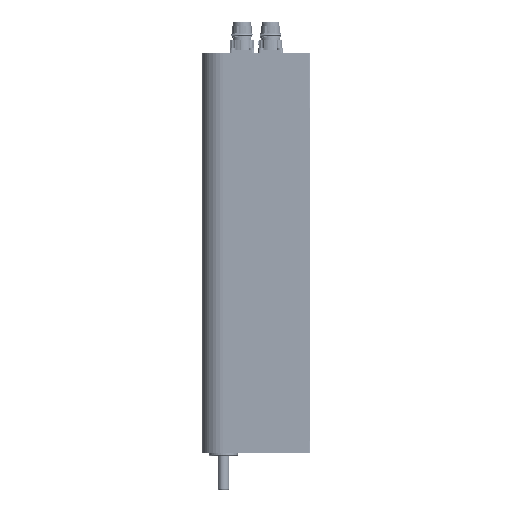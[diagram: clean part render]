
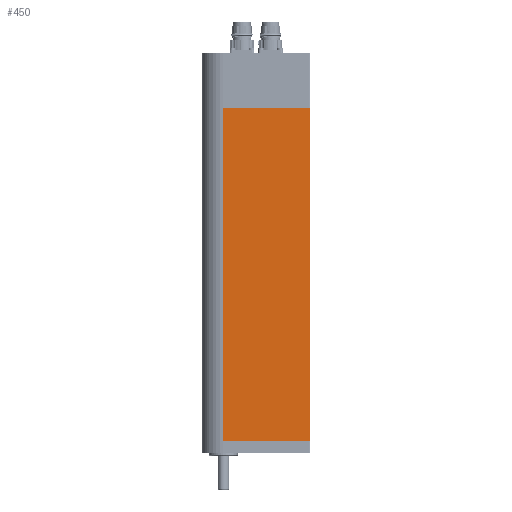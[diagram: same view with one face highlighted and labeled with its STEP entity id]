
A CAD part, left-side view. The second image highlights one B-rep face of the part: STEP entity #450.
In plain terms, the highlighted planar face has unit normal (-1, 0, 0).
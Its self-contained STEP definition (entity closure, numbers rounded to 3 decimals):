
#412 = EDGE_LOOP ( 'NONE', ( #53660, #10143, #73980, #89788 ) ) ;
#450 = ADVANCED_FACE ( 'NONE', ( #77086 ), #54770, .F. ) ;
#4299 = LINE ( 'NONE', #31239, #40197 ) ;
#10143 = ORIENTED_EDGE ( 'NONE', *, *, #61969, .T. ) ;
#10701 = EDGE_CURVE ( 'NONE', #31659, #84795, #4299, .T. ) ;
#11546 = VECTOR ( 'NONE', #54218, 1000. ) ;
#21439 = VECTOR ( 'NONE', #53929, 1000. ) ;
#25430 = LINE ( 'NONE', #38719, #11546 ) ;
#26053 = CARTESIAN_POINT ( 'NONE',  ( -19., 0., 291. ) ) ;
#26059 = CARTESIAN_POINT ( 'NONE',  ( -19., 0., 0.05 ) ) ;
#28714 = CARTESIAN_POINT ( 'NONE',  ( -19., 0., 290.95 ) ) ;
#29600 = DIRECTION ( 'NONE',  ( 0., 1., 0. ) ) ;
#30054 = DIRECTION ( 'NONE',  ( 1., 0., 0. ) ) ;
#31239 = CARTESIAN_POINT ( 'NONE',  ( -19., -75.5, 291. ) ) ;
#31280 = CARTESIAN_POINT ( 'NONE',  ( -19., -75.5, 290.95 ) ) ;
#31659 = VERTEX_POINT ( 'NONE', #41165 ) ;
#33834 = LINE ( 'NONE', #26053, #21439 ) ;
#33840 = DIRECTION ( 'NONE',  ( 0., -1., 0. ) ) ;
#38719 = CARTESIAN_POINT ( 'NONE',  ( -19., 0., 290.95 ) ) ;
#39338 = LINE ( 'NONE', #26059, #74888 ) ;
#40197 = VECTOR ( 'NONE', #65478, 1000. ) ;
#40361 = AXIS2_PLACEMENT_3D ( 'NONE', #64729, #30054, #29600 ) ;
#41165 = CARTESIAN_POINT ( 'NONE',  ( -19., -75.5, 0.05 ) ) ;
#42365 = VERTEX_POINT ( 'NONE', #28714 ) ;
#42788 = EDGE_CURVE ( 'NONE', #84795, #42365, #25430, .T. ) ;
#52219 = VERTEX_POINT ( 'NONE', #67404 ) ;
#53660 = ORIENTED_EDGE ( 'NONE', *, *, #78787, .T. ) ;
#53929 = DIRECTION ( 'NONE',  ( 0., 0., -1. ) ) ;
#54218 = DIRECTION ( 'NONE',  ( 0., 1., 0. ) ) ;
#54770 = PLANE ( 'NONE',  #40361 ) ;
#61969 = EDGE_CURVE ( 'NONE', #52219, #31659, #39338, .T. ) ;
#64729 = CARTESIAN_POINT ( 'NONE',  ( -19., 0., 291. ) ) ;
#65478 = DIRECTION ( 'NONE',  ( 0., 0., 1. ) ) ;
#67404 = CARTESIAN_POINT ( 'NONE',  ( -19., 0., 0.05 ) ) ;
#73980 = ORIENTED_EDGE ( 'NONE', *, *, #10701, .T. ) ;
#74888 = VECTOR ( 'NONE', #33840, 1000. ) ;
#77086 = FACE_OUTER_BOUND ( 'NONE', #412, .T. ) ;
#78787 = EDGE_CURVE ( 'NONE', #42365, #52219, #33834, .T. ) ;
#84795 = VERTEX_POINT ( 'NONE', #31280 ) ;
#89788 = ORIENTED_EDGE ( 'NONE', *, *, #42788, .T. ) ;
